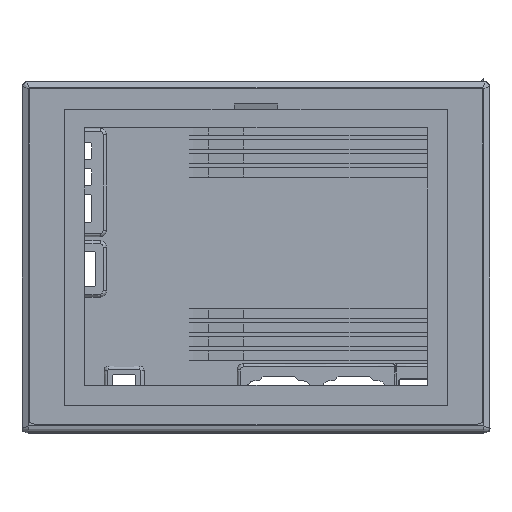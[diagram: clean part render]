
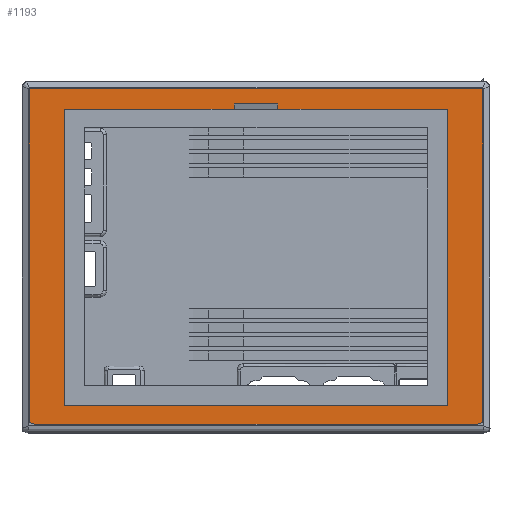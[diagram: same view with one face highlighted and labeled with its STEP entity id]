
A CAD part, top view. The second image highlights one B-rep face of the part: STEP entity #1193.
In plain terms, the highlighted planar face has unit normal (0, 0, 1).
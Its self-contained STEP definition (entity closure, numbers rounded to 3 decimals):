
#1193=ADVANCED_FACE('',(#2871,#1713),#26266,.T.);
#1713=FACE_BOUND('',#4533,.T.);
#2871=FACE_OUTER_BOUND('',#4532,.T.);
#4532=EDGE_LOOP('',(#11136,#11137,#11138,#11139,#11140,#11141));
#4533=EDGE_LOOP('',(#11142,#11143,#11144,#11145,#11146,#11147,#11148,#11149));
#11136=ORIENTED_EDGE('',*,*,#16756,.T.);
#11137=ORIENTED_EDGE('',*,*,#16759,.T.);
#11138=ORIENTED_EDGE('',*,*,#17815,.T.);
#11139=ORIENTED_EDGE('',*,*,#16758,.T.);
#11140=ORIENTED_EDGE('',*,*,#17811,.T.);
#11141=ORIENTED_EDGE('',*,*,#16757,.T.);
#11142=ORIENTED_EDGE('',*,*,#16765,.T.);
#11143=ORIENTED_EDGE('',*,*,#16764,.T.);
#11144=ORIENTED_EDGE('',*,*,#16763,.T.);
#11145=ORIENTED_EDGE('',*,*,#16762,.T.);
#11146=ORIENTED_EDGE('',*,*,#16761,.T.);
#11147=ORIENTED_EDGE('',*,*,#16760,.T.);
#11148=ORIENTED_EDGE('',*,*,#16753,.F.);
#11149=ORIENTED_EDGE('',*,*,#16750,.F.);
#16750=EDGE_CURVE('',#24315,#24313,#21330,.T.);
#16753=EDGE_CURVE('',#24313,#24316,#21333,.T.);
#16756=EDGE_CURVE('',#24318,#24319,#21336,.T.);
#16757=EDGE_CURVE('',#24320,#24318,#21337,.T.);
#16758=EDGE_CURVE('',#24322,#24321,#21338,.T.);
#16759=EDGE_CURVE('',#24319,#24323,#21339,.T.);
#16760=EDGE_CURVE('',#24324,#24316,#21340,.T.);
#16761=EDGE_CURVE('',#24325,#24324,#21341,.T.);
#16762=EDGE_CURVE('',#24326,#24325,#21342,.T.);
#16763=EDGE_CURVE('',#24327,#24326,#21343,.T.);
#16764=EDGE_CURVE('',#24328,#24327,#21344,.T.);
#16765=EDGE_CURVE('',#24315,#24328,#21345,.T.);
#17811=EDGE_CURVE('',#24321,#24320,#22184,.T.);
#17815=EDGE_CURVE('',#24323,#24322,#22188,.T.);
#21330=B_SPLINE_CURVE_WITH_KNOTS('',1,(#66738,#66739),.UNSPECIFIED.,.F.,
 .F.,(2,2),(-2.5,0.),.UNSPECIFIED.);
#21333=B_SPLINE_CURVE_WITH_KNOTS('',1,(#66744,#66745),.UNSPECIFIED.,.F.,
 .F.,(2,2),(-81.4,0.),.UNSPECIFIED.);
#21336=B_SPLINE_CURVE_WITH_KNOTS('',1,(#66750,#66751),.UNSPECIFIED.,.F.,
 .F.,(2,2),(-217.3,0.),.UNSPECIFIED.);
#21337=B_SPLINE_CURVE_WITH_KNOTS('',1,(#66752,#66753),.UNSPECIFIED.,.F.,
 .F.,(2,2),(-160.05,0.),.UNSPECIFIED.);
#21338=B_SPLINE_CURVE_WITH_KNOTS('',1,(#66754,#66755),.UNSPECIFIED.,.F.,
 .F.,(2,2),(-211.105,0.),.UNSPECIFIED.);
#21339=B_SPLINE_CURVE_WITH_KNOTS('',1,(#66756,#66757),.UNSPECIFIED.,.F.,
 .F.,(2,2),(-160.05,0.),.UNSPECIFIED.);
#21340=B_SPLINE_CURVE_WITH_KNOTS('',1,(#66758,#66759),.UNSPECIFIED.,.F.,
 .F.,(2,2),(0.,141.9),.UNSPECIFIED.);
#21341=B_SPLINE_CURVE_WITH_KNOTS('',1,(#66760,#66761),.UNSPECIFIED.,.F.,
 .F.,(2,2),(0.,183.8),.UNSPECIFIED.);
#21342=B_SPLINE_CURVE_WITH_KNOTS('',1,(#66762,#66763),.UNSPECIFIED.,.F.,
 .F.,(2,2),(0.,141.9),.UNSPECIFIED.);
#21343=B_SPLINE_CURVE_WITH_KNOTS('',1,(#66764,#66765),.UNSPECIFIED.,.F.,
 .F.,(2,2),(0.,81.4),.UNSPECIFIED.);
#21344=B_SPLINE_CURVE_WITH_KNOTS('',1,(#66766,#66767),.UNSPECIFIED.,.F.,
 .F.,(2,2),(0.,2.5),.UNSPECIFIED.);
#21345=B_SPLINE_CURVE_WITH_KNOTS('',1,(#66768,#66769),.UNSPECIFIED.,.F.,
 .F.,(2,2),(0.,21.),.UNSPECIFIED.);
#22184=B_SPLINE_CURVE_WITH_KNOTS('',1,(#69423,#69424),.UNSPECIFIED.,.F.,
 .F.,(2,2),(0.,3.207),.UNSPECIFIED.);
#22188=B_SPLINE_CURVE_WITH_KNOTS('',1,(#69431,#69432),.UNSPECIFIED.,.F.,
 .F.,(2,2),(0.,3.207),.UNSPECIFIED.);
#24313=VERTEX_POINT('',#65625);
#24315=VERTEX_POINT('',#65627);
#24316=VERTEX_POINT('',#65628);
#24318=VERTEX_POINT('',#65630);
#24319=VERTEX_POINT('',#65631);
#24320=VERTEX_POINT('',#65632);
#24321=VERTEX_POINT('',#65633);
#24322=VERTEX_POINT('',#65634);
#24323=VERTEX_POINT('',#65635);
#24324=VERTEX_POINT('',#65636);
#24325=VERTEX_POINT('',#65637);
#24326=VERTEX_POINT('',#65638);
#24327=VERTEX_POINT('',#65639);
#24328=VERTEX_POINT('',#65640);
#26266=PLANE('',#27174);
#27174=AXIS2_PLACEMENT_3D('',#62435,#28013,$);
#28013=DIRECTION('',(0.,0.,1.));
#62435=CARTESIAN_POINT('',(-130.719,-96.957,-0.5));
#65625=CARTESIAN_POINT('',(-10.5,70.607,-0.5));
#65627=CARTESIAN_POINT('',(-10.5,73.107,-0.5));
#65628=CARTESIAN_POINT('',(-91.9,70.607,-0.5));
#65630=CARTESIAN_POINT('',(108.65,80.35,-0.5));
#65631=CARTESIAN_POINT('',(-108.65,80.35,-0.5));
#65632=CARTESIAN_POINT('',(108.65,-79.7,-0.5));
#65633=CARTESIAN_POINT('',(105.552,-80.53,-0.5));
#65634=CARTESIAN_POINT('',(-105.552,-80.53,-0.5));
#65635=CARTESIAN_POINT('',(-108.65,-79.7,-0.5));
#65636=CARTESIAN_POINT('',(-91.9,-71.293,-0.5));
#65637=CARTESIAN_POINT('',(91.9,-71.293,-0.5));
#65638=CARTESIAN_POINT('',(91.9,70.607,-0.5));
#65639=CARTESIAN_POINT('',(10.5,70.607,-0.5));
#65640=CARTESIAN_POINT('',(10.5,73.107,-0.5));
#66738=CARTESIAN_POINT('',(-10.5,73.107,-0.5));
#66739=CARTESIAN_POINT('',(-10.5,70.607,-0.5));
#66744=CARTESIAN_POINT('',(-10.5,70.607,-0.5));
#66745=CARTESIAN_POINT('',(-91.9,70.607,-0.5));
#66750=CARTESIAN_POINT('',(108.65,80.35,-0.5));
#66751=CARTESIAN_POINT('',(-108.65,80.35,-0.5));
#66752=CARTESIAN_POINT('',(108.65,-79.7,-0.5));
#66753=CARTESIAN_POINT('',(108.65,80.35,-0.5));
#66754=CARTESIAN_POINT('',(-105.552,-80.53,-0.5));
#66755=CARTESIAN_POINT('',(105.552,-80.53,-0.5));
#66756=CARTESIAN_POINT('',(-108.65,80.35,-0.5));
#66757=CARTESIAN_POINT('',(-108.65,-79.7,-0.5));
#66758=CARTESIAN_POINT('',(-91.9,-71.293,-0.5));
#66759=CARTESIAN_POINT('',(-91.9,70.607,-0.5));
#66760=CARTESIAN_POINT('',(91.9,-71.293,-0.5));
#66761=CARTESIAN_POINT('',(-91.9,-71.293,-0.5));
#66762=CARTESIAN_POINT('',(91.9,70.607,-0.5));
#66763=CARTESIAN_POINT('',(91.9,-71.293,-0.5));
#66764=CARTESIAN_POINT('',(10.5,70.607,-0.5));
#66765=CARTESIAN_POINT('',(91.9,70.607,-0.5));
#66766=CARTESIAN_POINT('',(10.5,73.107,-0.5));
#66767=CARTESIAN_POINT('',(10.5,70.607,-0.5));
#66768=CARTESIAN_POINT('',(-10.5,73.107,-0.5));
#66769=CARTESIAN_POINT('',(10.5,73.107,-0.5));
#69423=CARTESIAN_POINT('',(105.552,-80.53,-0.5));
#69424=CARTESIAN_POINT('',(108.65,-79.7,-0.5));
#69431=CARTESIAN_POINT('',(-108.65,-79.7,-0.5));
#69432=CARTESIAN_POINT('',(-105.552,-80.53,-0.5));
